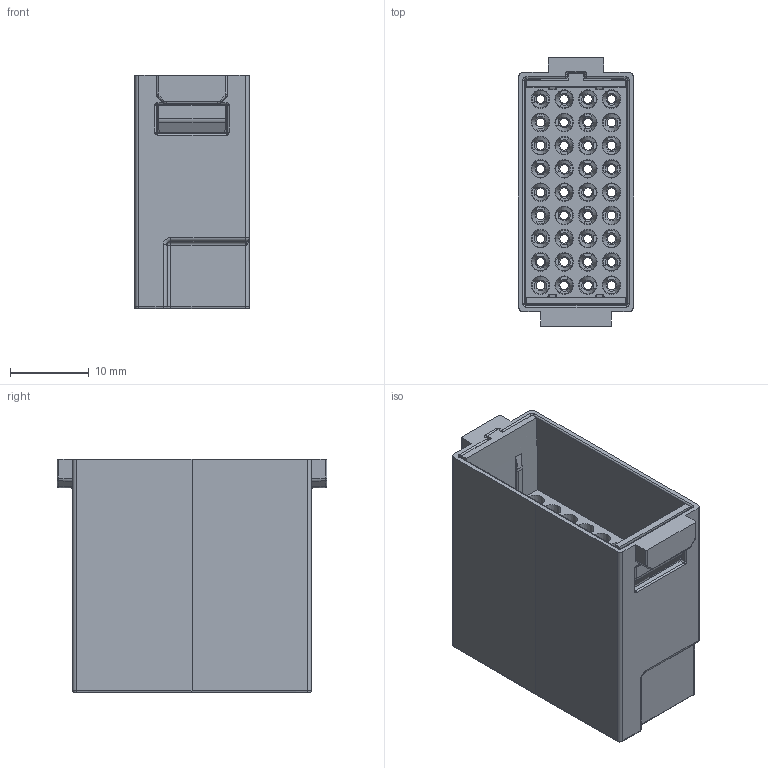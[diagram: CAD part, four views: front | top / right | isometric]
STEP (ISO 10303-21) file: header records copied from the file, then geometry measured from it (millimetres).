
FILE_DESCRIPTION(/* description */ (''),/* implementation_level */ '2;1');
FILE_NAME(/* name */ '3D_1290360100001_HMDS-036-MC_V1.1_stp.stp',/* time_stamp */ '2024-02-04T18:24:52+08:00',/* author */ (''),/* organization */ (''),/* preprocessor_version */ 'ST-DEVELOPER v18.1',/* originating_system */ 'SIEMENS PLM Software NX 1980',/* authorisation */ '');
FILE_SCHEMA (('AUTOMOTIVE_DESIGN { 1 0 10303 214 3 1 1 1 }'));
Length unit declared in the file: millimetre
Products named in the file (1): 1318193024BDbanp
Bounding box: 14.6 x 34.2 x 29.56 mm (x, y, z)
Volume: 4228.7 mm3; surface area: 9474.8 mm2
Topology: 1 solids, 1 shells, 1179 faces, 3180 edges, 2046 vertices
Faces by surface type: cone 432, plane 359, cylinder 141, torus 132, bspline 86, extrusion 19, sphere 10
Entity records: 40955 total; most frequent: CARTESIAN_POINT 10776, DIRECTION 6422, ORIENTED_EDGE 6358, EDGE_CURVE 3179, AXIS2_PLACEMENT_3D 2495, VERTEX_POINT 2046, VECTOR 1432, LINE 1413
